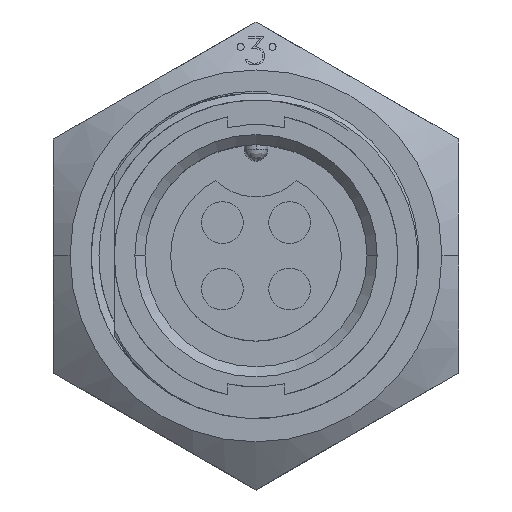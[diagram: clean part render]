
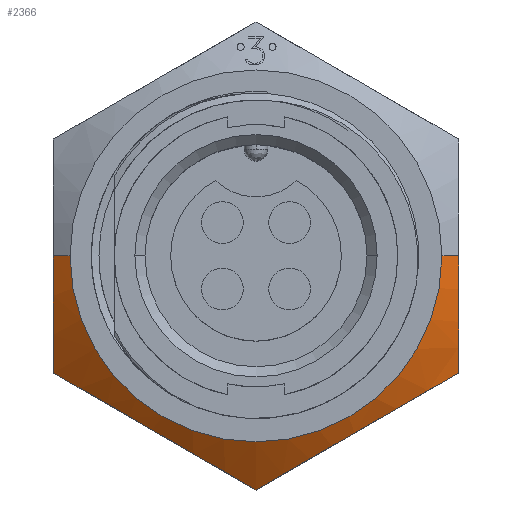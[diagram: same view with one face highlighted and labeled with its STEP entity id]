
A CAD part, top view. The second image highlights one B-rep face of the part: STEP entity #2366.
In plain terms, the highlighted conical face has half-angle 55 degrees and reference radius 14.683 mm.
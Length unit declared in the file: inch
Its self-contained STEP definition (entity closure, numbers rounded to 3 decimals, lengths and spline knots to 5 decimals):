
#90 = AXIS2_PLACEMENT_3D ( 'NONE', #10242, #1089, #11812 ) ;
#257 = VERTEX_POINT ( 'NONE', #12816 ) ;
#277 = VERTEX_POINT ( 'NONE', #16378 ) ;
#287 = CARTESIAN_POINT ( 'NONE',  ( 0.5, -0.28868, -0.33743 ) ) ;
#472 = VERTEX_POINT ( 'NONE', #5650 ) ;
#793 = CARTESIAN_POINT ( 'NONE',  ( 0.5, -0.19447, -0.30743 ) ) ;
#1089 = DIRECTION ( 'NONE',  ( 0., 0., -1. ) ) ;
#1475 = CARTESIAN_POINT ( 'NONE',  ( -0.20792, -0.4573, -0.28451 ) ) ;
#2204 = CARTESIAN_POINT ( 'NONE',  ( 0.5, -0.28868, -0.33743 ) ) ;
#2265 = CARTESIAN_POINT ( 'NONE',  ( 0.5, -0.04964, -0.28327 ) ) ;
#2302 = CARTESIAN_POINT ( 'NONE',  ( 0., -0.57735, -0.33743 ) ) ;
#2366 = ADVANCED_FACE ( 'NONE', ( #11318 ), #10344, .T. ) ;
#2651 = EDGE_CURVE ( 'NONE', #16485, #19392, #4324, .T. ) ;
#2968 = CARTESIAN_POINT ( 'NONE',  ( -0.14426, -0.49406, -0.29319 ) ) ;
#3011 = EDGE_LOOP ( 'NONE', ( #19320, #18937, #9723, #8550, #9273, #12032, #4197 ) ) ;
#3103 = EDGE_CURVE ( 'NONE', #472, #257, #4994, .T. ) ;
#3703 = CARTESIAN_POINT ( 'NONE',  ( 0.5, -0.24181, -0.32102 ) ) ;
#3750 = CARTESIAN_POINT ( 'NONE',  ( -0.5, 0., -0.28327 ) ) ;
#4028 = AXIS2_PLACEMENT_3D ( 'NONE', #14077, #14432, #14216 ) ;
#4197 = ORIENTED_EDGE ( 'NONE', *, *, #15608, .T. ) ;
#4324 = B_SPLINE_CURVE_WITH_KNOTS ( 'NONE', 3,
 ( #15686, #16719, #6871, #14169, #11622, #10142, #10196, #11888, #11764, #11290, #13302, #13355 ),
 .UNSPECIFIED., .F., .F.,
 ( 4, 2, 2, 2, 2, 4 ),
 ( 0., 0.00372, 0.00743, 0.00929, 0.01115, 0.01486 ),
 .UNSPECIFIED. ) ;
#4359 = CARTESIAN_POINT ( 'NONE',  ( -0.45957, -0.31202, -0.32108 ) ) ;
#4495 = CARTESIAN_POINT ( 'NONE',  ( -0.04055, -0.55394, -0.32104 ) ) ;
#4647 = CARTESIAN_POINT ( 'NONE',  ( -0.5, -0.0985, -0.28959 ) ) ;
#4994 = LINE ( 'NONE', #12290, #16761 ) ;
#5596 = B_SPLINE_CURVE_WITH_KNOTS ( 'NONE', 3,
 ( #12332, #6110, #13886, #4647, #15417, #6180, #16927, #7773 ),
 .UNSPECIFIED., .F., .F.,
 ( 4, 2, 2, 4 ),
 ( 0.00746, 0.00931, 0.01116, 0.01486 ),
 .UNSPECIFIED. ) ;
#5650 = CARTESIAN_POINT ( 'NONE',  ( 0.45881, 0., -0.25443 ) ) ;
#5863 = EDGE_CURVE ( 'NONE', #9888, #16485, #9692, .T. ) ;
#6110 = CARTESIAN_POINT ( 'NONE',  ( -0.5, -0.02463, -0.28327 ) ) ;
#6180 = CARTESIAN_POINT ( 'NONE',  ( -0.5, -0.19482, -0.30752 ) ) ;
#6871 = CARTESIAN_POINT ( 'NONE',  ( 0.08128, -0.53042, -0.30753 ) ) ;
#7361 = VERTEX_POINT ( 'NONE', #3750 ) ;
#7773 = CARTESIAN_POINT ( 'NONE',  ( -0.5, -0.28868, -0.33743 ) ) ;
#8550 = ORIENTED_EDGE ( 'NONE', *, *, #14780, .T. ) ;
#9101 = CARTESIAN_POINT ( 'NONE',  ( -0.33584, -0.38345, -0.28863 ) ) ;
#9212 = DIRECTION ( 'NONE',  ( 0.819, 0., -0.574 ) ) ;
#9273 = ORIENTED_EDGE ( 'NONE', *, *, #5863, .T. ) ;
#9692 = B_SPLINE_CURVE_WITH_KNOTS ( 'NONE', 3,
 ( #16689, #4359, #18230, #9101, #19756, #10638, #1475, #12176, #2968, #13733, #4495, #15248 ),
 .UNSPECIFIED., .F., .F.,
 ( 4, 2, 2, 2, 2, 4 ),
 ( 0., 0.00372, 0.00743, 0.00929, 0.01115, 0.01486 ),
 .UNSPECIFIED. ) ;
#9723 = ORIENTED_EDGE ( 'NONE', *, *, #14145, .T. ) ;
#9888 = VERTEX_POINT ( 'NONE', #10743 ) ;
#10142 = CARTESIAN_POINT ( 'NONE',  ( 0.27043, -0.42122, -0.28323 ) ) ;
#10196 = CARTESIAN_POINT ( 'NONE',  ( 0.29208, -0.40872, -0.28451 ) ) ;
#10242 = CARTESIAN_POINT ( 'NONE',  ( 0., 0., -0.25443 ) ) ;
#10344 = CONICAL_SURFACE ( 'NONE', #4028, 0.57806, 0.96 ) ;
#10425 = B_SPLINE_CURVE_WITH_KNOTS ( 'NONE', 3,
 ( #2204, #3703, #793, #11486, #2265, #13025 ),
 .UNSPECIFIED., .F., .F.,
 ( 4, 2, 4 ),
 ( 0., 0.00373, 0.00746 ),
 .UNSPECIFIED. ) ;
#10638 = CARTESIAN_POINT ( 'NONE',  ( -0.22957, -0.44481, -0.28323 ) ) ;
#10743 = CARTESIAN_POINT ( 'NONE',  ( -0.5, -0.28868, -0.33743 ) ) ;
#11256 = DIRECTION ( 'NONE',  ( -0.819, 0., -0.574 ) ) ;
#11290 = CARTESIAN_POINT ( 'NONE',  ( 0.41841, -0.33578, -0.30741 ) ) ;
#11318 = FACE_OUTER_BOUND ( 'NONE', #3011, .T. ) ;
#11486 = CARTESIAN_POINT ( 'NONE',  ( 0.5, -0.09839, -0.28852 ) ) ;
#11622 = CARTESIAN_POINT ( 'NONE',  ( 0.20621, -0.45829, -0.28335 ) ) ;
#11764 = CARTESIAN_POINT ( 'NONE',  ( 0.35574, -0.37197, -0.29319 ) ) ;
#11812 = DIRECTION ( 'NONE',  ( -1., 0., 0. ) ) ;
#11888 = CARTESIAN_POINT ( 'NONE',  ( 0.33466, -0.38413, -0.28949 ) ) ;
#11935 = VECTOR ( 'NONE', #11256, 39.37008 ) ;
#12032 = ORIENTED_EDGE ( 'NONE', *, *, #2651, .T. ) ;
#12176 = CARTESIAN_POINT ( 'NONE',  ( -0.16534, -0.48189, -0.28949 ) ) ;
#12290 = CARTESIAN_POINT ( 'NONE',  ( 0.57806, 0., -0.33793 ) ) ;
#12332 = CARTESIAN_POINT ( 'NONE',  ( -0.5, 0., -0.28327 ) ) ;
#12816 = CARTESIAN_POINT ( 'NONE',  ( 0.5, 0., -0.28327 ) ) ;
#13025 = CARTESIAN_POINT ( 'NONE',  ( 0.5, 0., -0.28327 ) ) ;
#13302 = CARTESIAN_POINT ( 'NONE',  ( 0.45945, -0.31209, -0.32104 ) ) ;
#13355 = CARTESIAN_POINT ( 'NONE',  ( 0.5, -0.28868, -0.33743 ) ) ;
#13733 = CARTESIAN_POINT ( 'NONE',  ( -0.08159, -0.53024, -0.30741 ) ) ;
#13886 = CARTESIAN_POINT ( 'NONE',  ( -0.5, -0.04952, -0.28457 ) ) ;
#14077 = CARTESIAN_POINT ( 'NONE',  ( 0., 0., -0.33793 ) ) ;
#14145 = EDGE_CURVE ( 'NONE', #277, #7361, #15959, .T. ) ;
#14169 = CARTESIAN_POINT ( 'NONE',  ( 0.16416, -0.48257, -0.28863 ) ) ;
#14216 = DIRECTION ( 'NONE',  ( -1., 0., 0. ) ) ;
#14432 = DIRECTION ( 'NONE',  ( 0., 0., -1. ) ) ;
#14780 = EDGE_CURVE ( 'NONE', #7361, #9888, #5596, .T. ) ;
#15071 = EDGE_CURVE ( 'NONE', #472, #277, #17664, .T. ) ;
#15248 = CARTESIAN_POINT ( 'NONE',  ( 0., -0.57735, -0.33743 ) ) ;
#15417 = CARTESIAN_POINT ( 'NONE',  ( -0.5, -0.12274, -0.2933 ) ) ;
#15608 = EDGE_CURVE ( 'NONE', #19392, #257, #10425, .T. ) ;
#15686 = CARTESIAN_POINT ( 'NONE',  ( 0., -0.57735, -0.33743 ) ) ;
#15959 = LINE ( 'NONE', #18814, #11935 ) ;
#16378 = CARTESIAN_POINT ( 'NONE',  ( -0.45881, 0., -0.25443 ) ) ;
#16485 = VERTEX_POINT ( 'NONE', #2302 ) ;
#16689 = CARTESIAN_POINT ( 'NONE',  ( -0.5, -0.28868, -0.33743 ) ) ;
#16719 = CARTESIAN_POINT ( 'NONE',  ( 0.04043, -0.55401, -0.32108 ) ) ;
#16761 = VECTOR ( 'NONE', #9212, 39.37008 ) ;
#16927 = CARTESIAN_POINT ( 'NONE',  ( -0.5, -0.24203, -0.3211 ) ) ;
#17664 = CIRCLE ( 'NONE', #90, 0.45881 ) ;
#18230 = CARTESIAN_POINT ( 'NONE',  ( -0.41872, -0.3356, -0.30753 ) ) ;
#18814 = CARTESIAN_POINT ( 'NONE',  ( -0.57806, 0., -0.33793 ) ) ;
#18937 = ORIENTED_EDGE ( 'NONE', *, *, #15071, .T. ) ;
#19320 = ORIENTED_EDGE ( 'NONE', *, *, #3103, .F. ) ;
#19392 = VERTEX_POINT ( 'NONE', #287 ) ;
#19756 = CARTESIAN_POINT ( 'NONE',  ( -0.29379, -0.40773, -0.28335 ) ) ;
